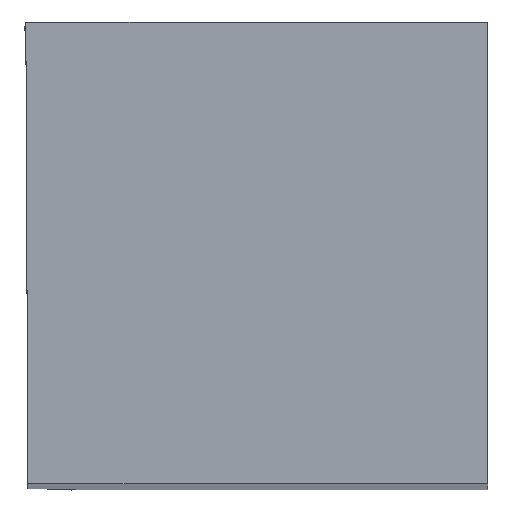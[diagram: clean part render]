
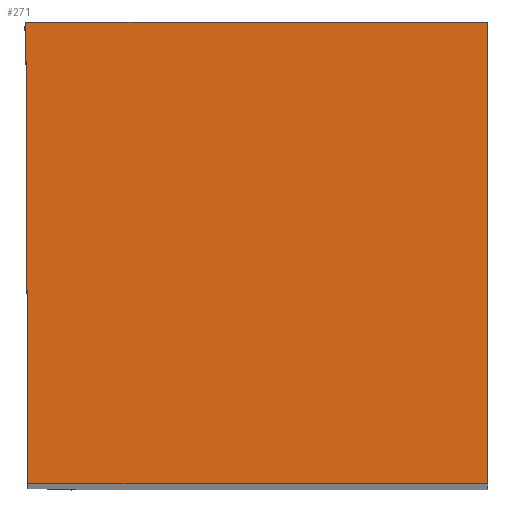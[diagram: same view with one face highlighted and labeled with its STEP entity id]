
A CAD part, top view. The second image highlights one B-rep face of the part: STEP entity #271.
In plain terms, the highlighted planar face has unit normal (0, 0, 1).
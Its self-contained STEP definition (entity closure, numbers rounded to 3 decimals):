
#271=ADVANCED_FACE('CU_BACK_SU1',(#402),#356,.F.);
#356=PLANE('',#1669);
#402=FACE_OUTER_BOUND('',#478,.T.);
#478=EDGE_LOOP('',(#571,#572,#573,#574));
#571=ORIENTED_EDGE('',*,*,#1147,.F.);
#572=ORIENTED_EDGE('',*,*,#1148,.T.);
#573=ORIENTED_EDGE('',*,*,#1149,.T.);
#574=ORIENTED_EDGE('',*,*,#1150,.T.);
#1003=VERTEX_POINT('',#2255);
#1004=VERTEX_POINT('',#2256);
#1005=VERTEX_POINT('',#2258);
#1006=VERTEX_POINT('',#2260);
#1147=EDGE_CURVE('',#1003,#1004,#1363,.T.);
#1148=EDGE_CURVE('',#1003,#1005,#1364,.T.);
#1149=EDGE_CURVE('',#1005,#1006,#1365,.T.);
#1150=EDGE_CURVE('',#1006,#1004,#1366,.T.);
#1363=LINE('',#2254,#1475);
#1364=LINE('',#2257,#1476);
#1365=LINE('',#2259,#1477);
#1366=LINE('',#2261,#1478);
#1475=VECTOR('',#1826,1.);
#1476=VECTOR('',#1827,1.);
#1477=VECTOR('',#1828,1.);
#1478=VECTOR('',#1829,1.);
#1669=AXIS2_PLACEMENT_3D('',#2262,#1830,#1831);
#1826=DIRECTION('',(-0.004,1.,0.));
#1827=DIRECTION('',(1.,0.,0.));
#1828=DIRECTION('',(0.,1.,0.));
#1829=DIRECTION('',(-1.,0.,0.));
#1830=DIRECTION('',(0.,0.,-1.));
#1831=DIRECTION('',(0.,-1.,0.));
#2254=CARTESIAN_POINT('',(-16.037,35.781,0.));
#2255=CARTESIAN_POINT('',(-15.88,0.,0.));
#2256=CARTESIAN_POINT('',(-15.95,15.95,0.));
#2257=CARTESIAN_POINT('',(22.798,0.,0.));
#2258=CARTESIAN_POINT('',(0.,0.,0.));
#2259=CARTESIAN_POINT('',(0.,35.95,0.));
#2260=CARTESIAN_POINT('',(0.,15.95,0.));
#2261=CARTESIAN_POINT('',(22.798,15.95,0.));
#2262=CARTESIAN_POINT('',(22.798,35.95,0.));
